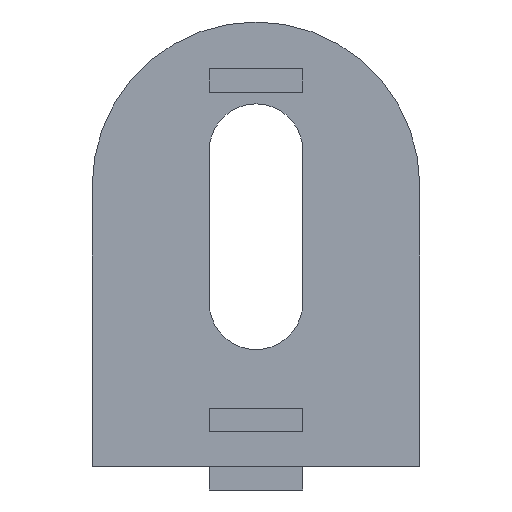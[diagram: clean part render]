
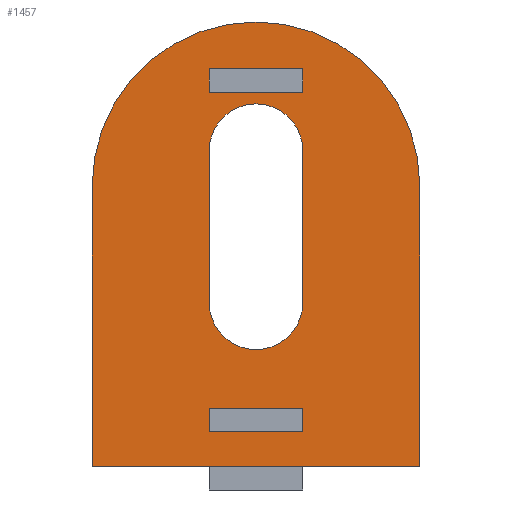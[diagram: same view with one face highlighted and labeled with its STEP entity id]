
A CAD part, front view. The second image highlights one B-rep face of the part: STEP entity #1457.
In plain terms, the highlighted planar face has unit normal (0, -1, 0).
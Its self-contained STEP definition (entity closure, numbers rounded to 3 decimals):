
#73=CARTESIAN_POINT('',(-4.0,0.,19.373));
#74=VERTEX_POINT('',#73);
#75=CARTESIAN_POINT('',(-4.0,0.,21.373));
#76=VERTEX_POINT('',#75);
#77=CARTESIAN_POINT('',(-4.0,0.,19.373));
#78=DIRECTION('',(0.0,0.0,1.0));
#79=VECTOR('',#78,2.0);
#80=LINE('',#77,#79);
#81=EDGE_CURVE('',#74,#76,#80,.T.);
#113=CARTESIAN_POINT('',(4.,0.,21.373));
#114=VERTEX_POINT('',#113);
#115=CARTESIAN_POINT('',(-4.0,0.,21.373));
#116=DIRECTION('',(1.0,0.0,0.0));
#117=VECTOR('',#116,8.0);
#118=LINE('',#115,#117);
#119=EDGE_CURVE('',#76,#114,#118,.T.);
#144=CARTESIAN_POINT('',(4.0,0.,19.373));
#145=VERTEX_POINT('',#144);
#146=CARTESIAN_POINT('',(4.,0.,21.373));
#147=DIRECTION('',(0.0,0.0,-1.0));
#148=VECTOR('',#147,2.);
#149=LINE('',#146,#148);
#150=EDGE_CURVE('',#114,#145,#149,.T.);
#175=CARTESIAN_POINT('',(4.0,0.,19.373));
#176=DIRECTION('',(-1.0,0.0,0.0));
#177=VECTOR('',#176,8.0);
#178=LINE('',#175,#177);
#179=EDGE_CURVE('',#145,#74,#178,.T.);
#209=CARTESIAN_POINT('',(4.,0.,-7.627));
#210=VERTEX_POINT('',#209);
#211=CARTESIAN_POINT('',(4.,0.,-9.627));
#212=VERTEX_POINT('',#211);
#213=CARTESIAN_POINT('',(4.,0.,-7.627));
#214=DIRECTION('',(0.0,0.0,-1.0));
#215=VECTOR('',#214,2.0);
#216=LINE('',#213,#215);
#217=EDGE_CURVE('',#210,#212,#216,.T.);
#249=CARTESIAN_POINT('',(-4.,0.,-9.627));
#250=VERTEX_POINT('',#249);
#251=CARTESIAN_POINT('',(4.,0.,-9.627));
#252=DIRECTION('',(-1.0,0.0,0.0));
#253=VECTOR('',#252,8.0);
#254=LINE('',#251,#253);
#255=EDGE_CURVE('',#212,#250,#254,.T.);
#280=CARTESIAN_POINT('',(-4.,0.,-7.627));
#281=VERTEX_POINT('',#280);
#282=CARTESIAN_POINT('',(-4.,0.,-9.627));
#283=DIRECTION('',(0.0,0.0,1.0));
#284=VECTOR('',#283,2.0);
#285=LINE('',#282,#284);
#286=EDGE_CURVE('',#250,#281,#285,.T.);
#311=CARTESIAN_POINT('',(-4.,0.,-7.627));
#312=DIRECTION('',(1.0,0.0,0.0));
#313=VECTOR('',#312,8.0);
#314=LINE('',#311,#313);
#315=EDGE_CURVE('',#281,#210,#314,.T.);
#745=CARTESIAN_POINT('',(4.0,0.0,14.373));
#746=VERTEX_POINT('',#745);
#747=CARTESIAN_POINT('',(4.,0.0,1.373));
#748=VERTEX_POINT('',#747);
#749=CARTESIAN_POINT('',(4.0,0.,14.373));
#750=DIRECTION('',(0.0,0.0,-1.0));
#751=VECTOR('',#750,13.0);
#752=LINE('',#749,#751);
#753=EDGE_CURVE('',#746,#748,#752,.T.);
#785=CARTESIAN_POINT('',(-4.,0.0,1.373));
#786=VERTEX_POINT('',#785);
#787=CARTESIAN_POINT('',(0.,0.0,1.373));
#788=DIRECTION('',(0.0,1.0,0.0));
#789=DIRECTION('',(-1.0,0.0,0.0));
#790=AXIS2_PLACEMENT_3D('',#787,#788,#789);
#791=CIRCLE('',#790,4.0);
#792=EDGE_CURVE('',#748,#786,#791,.T.);
#818=CARTESIAN_POINT('',(-4.,0.0,14.373));
#819=VERTEX_POINT('',#818);
#820=CARTESIAN_POINT('',(-4.,0.,1.373));
#821=DIRECTION('',(0.0,0.0,1.0));
#822=VECTOR('',#821,13.);
#823=LINE('',#820,#822);
#824=EDGE_CURVE('',#786,#819,#823,.T.);
#849=CARTESIAN_POINT('',(0.,0.0,14.373));
#850=DIRECTION('',(0.0,1.0,0.0));
#851=DIRECTION('',(1.0,0.0,0.0));
#852=AXIS2_PLACEMENT_3D('',#849,#850,#851);
#853=CIRCLE('',#852,4.);
#854=EDGE_CURVE('',#819,#746,#853,.T.);
#1118=CARTESIAN_POINT('',(-14.,0.0,-12.627));
#1119=VERTEX_POINT('',#1118);
#1126=CARTESIAN_POINT('',(-14.,0.0,11.373));
#1127=VERTEX_POINT('',#1126);
#1128=CARTESIAN_POINT('',(-14.,0.0,-12.627));
#1129=DIRECTION('',(0.0,0.0,1.0));
#1130=VECTOR('',#1129,24.);
#1131=LINE('',#1128,#1130);
#1132=EDGE_CURVE('',#1119,#1127,#1131,.T.);
#1348=CARTESIAN_POINT('',(14.,0.0,-12.627));
#1349=VERTEX_POINT('',#1348);
#1356=CARTESIAN_POINT('',(14.,0.0,-12.627));
#1357=DIRECTION('',(-1.0,0.0,0.0));
#1358=VECTOR('',#1357,28.);
#1359=LINE('',#1356,#1358);
#1360=EDGE_CURVE('',#1349,#1119,#1359,.T.);
#1390=CARTESIAN_POINT('',(14.,0.0,11.373));
#1391=VERTEX_POINT('',#1390);
#1398=CARTESIAN_POINT('',(14.,0.0,11.373));
#1399=DIRECTION('',(0.0,0.0,-1.0));
#1400=VECTOR('',#1399,24.);
#1401=LINE('',#1398,#1400);
#1402=EDGE_CURVE('',#1391,#1349,#1401,.T.);
#1417=CARTESIAN_POINT('',(0.0,0.0,11.373));
#1418=DIRECTION('',(0.0,1.0,0.0));
#1419=DIRECTION('',(-1.0,0.0,0.0));
#1420=AXIS2_PLACEMENT_3D('',#1417,#1418,#1419);
#1421=CIRCLE('',#1420,14.);
#1422=EDGE_CURVE('',#1127,#1391,#1421,.T.);
#1428=CARTESIAN_POINT('',(0.,0.0,16.193));
#1429=DIRECTION('',(0.0,-1.0,0.0));
#1430=DIRECTION('',(0.0,0.0,-1.0));
#1431=AXIS2_PLACEMENT_3D('',#1428,#1429,#1430);
#1432=PLANE('',#1431);
#1433=ORIENTED_EDGE('',*,*,#1422,.F.);
#1434=ORIENTED_EDGE('',*,*,#1132,.F.);
#1435=ORIENTED_EDGE('',*,*,#1360,.F.);
#1436=ORIENTED_EDGE('',*,*,#1402,.F.);
#1437=EDGE_LOOP('',(#1433,#1434,#1435,#1436));
#1438=FACE_OUTER_BOUND('',#1437,.T.);
#1439=ORIENTED_EDGE('',*,*,#81,.T.);
#1440=ORIENTED_EDGE('',*,*,#119,.T.);
#1441=ORIENTED_EDGE('',*,*,#150,.T.);
#1442=ORIENTED_EDGE('',*,*,#179,.T.);
#1443=EDGE_LOOP('',(#1439,#1440,#1441,#1442));
#1444=FACE_BOUND('',#1443,.T.);
#1445=ORIENTED_EDGE('',*,*,#217,.T.);
#1446=ORIENTED_EDGE('',*,*,#255,.T.);
#1447=ORIENTED_EDGE('',*,*,#286,.T.);
#1448=ORIENTED_EDGE('',*,*,#315,.T.);
#1449=EDGE_LOOP('',(#1445,#1446,#1447,#1448));
#1450=FACE_BOUND('',#1449,.T.);
#1451=ORIENTED_EDGE('',*,*,#824,.T.);
#1452=ORIENTED_EDGE('',*,*,#854,.T.);
#1453=ORIENTED_EDGE('',*,*,#753,.T.);
#1454=ORIENTED_EDGE('',*,*,#792,.T.);
#1455=EDGE_LOOP('',(#1451,#1452,#1453,#1454));
#1456=FACE_BOUND('',#1455,.T.);
#1457=ADVANCED_FACE('',(#1438,#1444,#1450,#1456),#1432,.T.);
